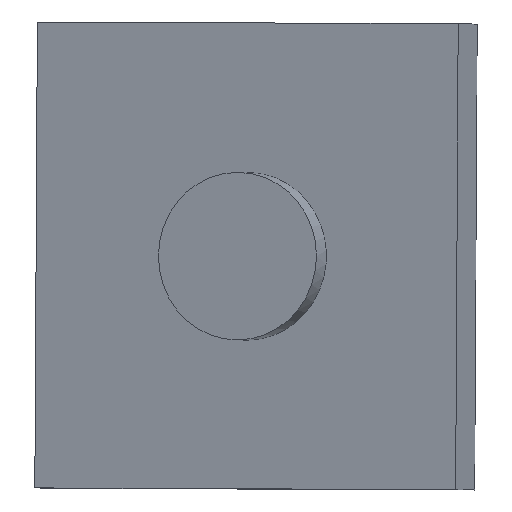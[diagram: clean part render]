
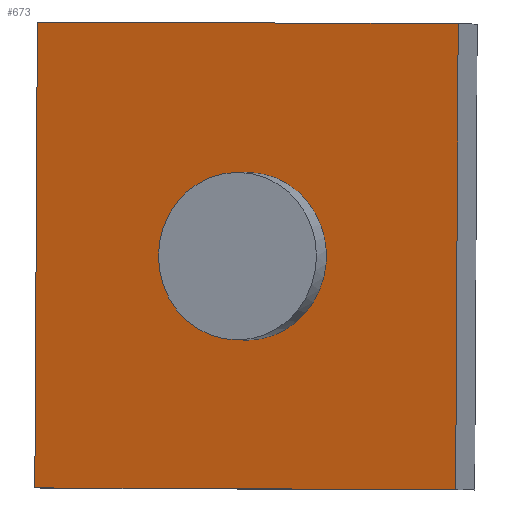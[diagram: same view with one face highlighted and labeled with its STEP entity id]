
A CAD part, front view. The second image highlights one B-rep face of the part: STEP entity #673.
In plain terms, the highlighted planar face has unit normal (-0.334, -0.943, 0.008).
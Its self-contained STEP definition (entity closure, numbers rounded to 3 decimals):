
#373 = PLANE('',#374);
#374 = AXIS2_PLACEMENT_3D('',#375,#376,#377);
#375 = CARTESIAN_POINT('',(620.015,284.369,
    20.286));
#376 = DIRECTION('',(-0.945,0.328,0.003)
  );
#377 = DIRECTION('',(-0.005,-0.007,
    -1.));
#401 = PLANE('',#402);
#402 = AXIS2_PLACEMENT_3D('',#403,#404,#405);
#403 = CARTESIAN_POINT('',(619.534,283.752,
    -68.573));
#404 = DIRECTION('',(0.006,0.004,1.
    ));
#405 = DIRECTION('',(-0.943,0.334,0.004));
#429 = PLANE('',#430);
#430 = AXIS2_PLACEMENT_3D('',#431,#432,#433);
#431 = CARTESIAN_POINT('',(539.276,312.173,
    -68.236));
#432 = DIRECTION('',(0.945,-0.328,-0.003)
  );
#433 = DIRECTION('',(0.005,0.007,
    1.));
#455 = PLANE('',#456);
#456 = AXIS2_PLACEMENT_3D('',#457,#458,#459);
#457 = CARTESIAN_POINT('',(539.757,312.79,
    20.623));
#458 = DIRECTION('',(-0.006,-0.004,
    -1.));
#459 = DIRECTION('',(0.943,-0.334,-0.004)
  );
#477 = VERTEX_POINT('',#478);
#478 = CARTESIAN_POINT('',(620.015,284.369,
    20.286));
#501 = VERTEX_POINT('',#502);
#502 = CARTESIAN_POINT('',(619.534,283.752,
    -68.573));
#523 = EDGE_CURVE('',#477,#501,#524,.T.);
#524 = SURFACE_CURVE('',#525,(#529,#536),.PCURVE_S1.);
#525 = LINE('',#526,#527);
#526 = CARTESIAN_POINT('',(620.015,284.369,
    20.286));
#527 = VECTOR('',#528,1.);
#528 = DIRECTION('',(-0.005,-0.007,
    -1.));
#529 = PCURVE('',#373,#530);
#530 = DEFINITIONAL_REPRESENTATION('',(#531),#535);
#531 = LINE('',#532,#533);
#532 = CARTESIAN_POINT('',(-0.,0.));
#533 = VECTOR('',#534,1.);
#534 = DIRECTION('',(1.,0.));
#535 = ( GEOMETRIC_REPRESENTATION_CONTEXT(2) 
PARAMETRIC_REPRESENTATION_CONTEXT() REPRESENTATION_CONTEXT('2D SPACE',''
  ) );
#536 = PCURVE('',#537,#542);
#537 = PLANE('',#538);
#538 = AXIS2_PLACEMENT_3D('',#539,#540,#541);
#539 = CARTESIAN_POINT('',(579.645,298.271,
    -23.975));
#540 = DIRECTION('',(0.334,0.943,-0.008)
  );
#541 = DIRECTION('',(0.943,-0.334,0.));
#542 = DEFINITIONAL_REPRESENTATION('',(#543),#547);
#543 = LINE('',#544,#545);
#544 = CARTESIAN_POINT('',(42.694,-44.262));
#545 = VECTOR('',#546,1.);
#546 = DIRECTION('',(-0.003,1.));
#547 = ( GEOMETRIC_REPRESENTATION_CONTEXT(2) 
PARAMETRIC_REPRESENTATION_CONTEXT() REPRESENTATION_CONTEXT('2D SPACE',''
  ) );
#553 = VERTEX_POINT('',#554);
#554 = CARTESIAN_POINT('',(539.757,312.79,
    20.623));
#577 = EDGE_CURVE('',#553,#477,#578,.T.);
#578 = SURFACE_CURVE('',#579,(#583,#590),.PCURVE_S1.);
#579 = LINE('',#580,#581);
#580 = CARTESIAN_POINT('',(539.757,312.79,
    20.623));
#581 = VECTOR('',#582,1.);
#582 = DIRECTION('',(0.943,-0.334,-0.004)
  );
#583 = PCURVE('',#455,#584);
#584 = DEFINITIONAL_REPRESENTATION('',(#585),#589);
#585 = LINE('',#586,#587);
#586 = CARTESIAN_POINT('',(0.,0.));
#587 = VECTOR('',#588,1.);
#588 = DIRECTION('',(1.,0.));
#589 = ( GEOMETRIC_REPRESENTATION_CONTEXT(2) 
PARAMETRIC_REPRESENTATION_CONTEXT() REPRESENTATION_CONTEXT('2D SPACE',''
  ) );
#590 = PCURVE('',#537,#591);
#591 = DEFINITIONAL_REPRESENTATION('',(#592),#596);
#592 = LINE('',#593,#594);
#593 = CARTESIAN_POINT('',(-42.447,-44.599));
#594 = VECTOR('',#595,1.);
#595 = DIRECTION('',(1.,0.004));
#596 = ( GEOMETRIC_REPRESENTATION_CONTEXT(2) 
PARAMETRIC_REPRESENTATION_CONTEXT() REPRESENTATION_CONTEXT('2D SPACE',''
  ) );
#604 = VERTEX_POINT('',#605);
#605 = CARTESIAN_POINT('',(539.276,312.173,
    -68.236));
#626 = EDGE_CURVE('',#501,#604,#627,.T.);
#627 = SURFACE_CURVE('',#628,(#632,#639),.PCURVE_S1.);
#628 = LINE('',#629,#630);
#629 = CARTESIAN_POINT('',(619.534,283.752,
    -68.573));
#630 = VECTOR('',#631,1.);
#631 = DIRECTION('',(-0.943,0.334,0.004));
#632 = PCURVE('',#401,#633);
#633 = DEFINITIONAL_REPRESENTATION('',(#634),#638);
#634 = LINE('',#635,#636);
#635 = CARTESIAN_POINT('',(0.,0.));
#636 = VECTOR('',#637,1.);
#637 = DIRECTION('',(1.,0.));
#638 = ( GEOMETRIC_REPRESENTATION_CONTEXT(2) 
PARAMETRIC_REPRESENTATION_CONTEXT() REPRESENTATION_CONTEXT('2D SPACE',''
  ) );
#639 = PCURVE('',#537,#640);
#640 = DEFINITIONAL_REPRESENTATION('',(#641),#645);
#641 = LINE('',#642,#643);
#642 = CARTESIAN_POINT('',(42.447,44.599));
#643 = VECTOR('',#644,1.);
#644 = DIRECTION('',(-1.,-0.004));
#645 = ( GEOMETRIC_REPRESENTATION_CONTEXT(2) 
PARAMETRIC_REPRESENTATION_CONTEXT() REPRESENTATION_CONTEXT('2D SPACE',''
  ) );
#653 = EDGE_CURVE('',#604,#553,#654,.T.);
#654 = SURFACE_CURVE('',#655,(#659,#666),.PCURVE_S1.);
#655 = LINE('',#656,#657);
#656 = CARTESIAN_POINT('',(539.276,312.173,
    -68.236));
#657 = VECTOR('',#658,1.);
#658 = DIRECTION('',(0.005,0.007,
    1.));
#659 = PCURVE('',#429,#660);
#660 = DEFINITIONAL_REPRESENTATION('',(#661),#665);
#661 = LINE('',#662,#663);
#662 = CARTESIAN_POINT('',(0.,0.));
#663 = VECTOR('',#664,1.);
#664 = DIRECTION('',(1.,0.));
#665 = ( GEOMETRIC_REPRESENTATION_CONTEXT(2) 
PARAMETRIC_REPRESENTATION_CONTEXT() REPRESENTATION_CONTEXT('2D SPACE',''
  ) );
#666 = PCURVE('',#537,#667);
#667 = DEFINITIONAL_REPRESENTATION('',(#668),#672);
#668 = LINE('',#669,#670);
#669 = CARTESIAN_POINT('',(-42.694,44.262));
#670 = VECTOR('',#671,1.);
#671 = DIRECTION('',(0.003,-1.));
#672 = ( GEOMETRIC_REPRESENTATION_CONTEXT(2) 
PARAMETRIC_REPRESENTATION_CONTEXT() REPRESENTATION_CONTEXT('2D SPACE',''
  ) );
#673 = ADVANCED_FACE('',(#674,#680),#537,.F.);
#674 = FACE_BOUND('',#675,.F.);
#675 = EDGE_LOOP('',(#676,#677,#678,#679));
#676 = ORIENTED_EDGE('',*,*,#523,.T.);
#677 = ORIENTED_EDGE('',*,*,#626,.T.);
#678 = ORIENTED_EDGE('',*,*,#653,.T.);
#679 = ORIENTED_EDGE('',*,*,#577,.T.);
#680 = FACE_BOUND('',#681,.F.);
#681 = EDGE_LOOP('',(#682));
#682 = ORIENTED_EDGE('',*,*,#683,.F.);
#683 = EDGE_CURVE('',#684,#684,#686,.T.);
#684 = VERTEX_POINT('',#685);
#685 = CARTESIAN_POINT('',(564.742,303.548,
    -24.06));
#686 = SURFACE_CURVE('',#687,(#692,#699),.PCURVE_S1.);
#687 = ELLIPSE('',#688,15.983,15.983);
#688 = AXIS2_PLACEMENT_3D('',#689,#690,#691);
#689 = CARTESIAN_POINT('',(579.808,298.213,
    -24.06));
#690 = DIRECTION('',(0.334,0.943,-0.008)
  );
#691 = DIRECTION('',(0.179,-0.072,-0.981)
  );
#692 = PCURVE('',#537,#693);
#693 = DEFINITIONAL_REPRESENTATION('',(#694),#698);
#694 = ELLIPSE('',#695,15.983,15.983);
#695 = AXIS2_PLACEMENT_2D('',#696,#697);
#696 = CARTESIAN_POINT('',(0.173,0.086));
#697 = DIRECTION('',(0.193,0.981));
#698 = ( GEOMETRIC_REPRESENTATION_CONTEXT(2) 
PARAMETRIC_REPRESENTATION_CONTEXT() REPRESENTATION_CONTEXT('2D SPACE',''
  ) );
#699 = PCURVE('',#700,#705);
#700 = CYLINDRICAL_SURFACE('',#701,15.983);
#701 = AXIS2_PLACEMENT_3D('',#702,#703,#704);
#702 = CARTESIAN_POINT('',(579.929,298.555,
    -24.062));
#703 = DIRECTION('',(-0.333,-0.943,0.005)
  );
#704 = DIRECTION('',(-0.943,0.333,0.));
#705 = DEFINITIONAL_REPRESENTATION('',(#706),#723);
#706 = B_SPLINE_CURVE_WITH_KNOTS('',8,(#707,#708,#709,#710,#711,#712,
    #713,#714,#715,#716,#717,#718,#719,#720,#721,#722),.UNSPECIFIED.,.F.
  ,.F.,(9,7,9),(1.765,4.906,8.048),
  .UNSPECIFIED.);
#707 = CARTESIAN_POINT('',(6.283,0.353));
#708 = CARTESIAN_POINT('',(5.89,0.334));
#709 = CARTESIAN_POINT('',(5.498,0.317));
#710 = CARTESIAN_POINT('',(5.105,0.305));
#711 = CARTESIAN_POINT('',(4.712,0.304));
#712 = CARTESIAN_POINT('',(4.32,0.314));
#713 = CARTESIAN_POINT('',(3.927,0.332));
#714 = CARTESIAN_POINT('',(3.534,0.353));
#715 = CARTESIAN_POINT('',(2.749,0.391));
#716 = CARTESIAN_POINT('',(2.356,0.409));
#717 = CARTESIAN_POINT('',(1.963,0.42));
#718 = CARTESIAN_POINT('',(1.571,0.421));
#719 = CARTESIAN_POINT('',(1.178,0.411));
#720 = CARTESIAN_POINT('',(0.785,0.393));
#721 = CARTESIAN_POINT('',(0.393,0.372));
#722 = CARTESIAN_POINT('',(0.,0.353));
#723 = ( GEOMETRIC_REPRESENTATION_CONTEXT(2) 
PARAMETRIC_REPRESENTATION_CONTEXT() REPRESENTATION_CONTEXT('2D SPACE',''
  ) );
